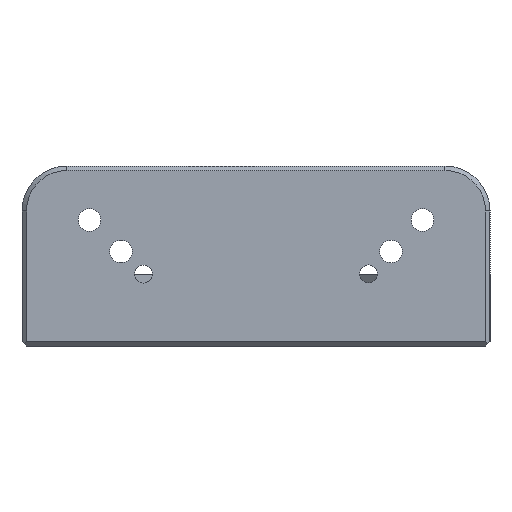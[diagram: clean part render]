
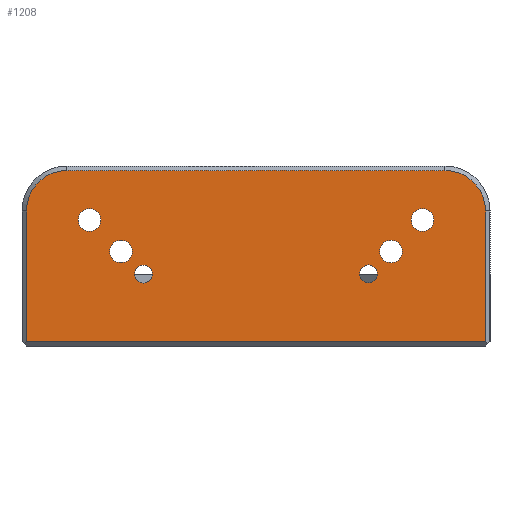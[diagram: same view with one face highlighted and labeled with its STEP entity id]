
A CAD part, left-side view. The second image highlights one B-rep face of the part: STEP entity #1208.
In plain terms, the highlighted planar face has unit normal (-1, 0, 0).
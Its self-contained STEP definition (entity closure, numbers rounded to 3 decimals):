
#43=CIRCLE('',#1263,1.);
#44=CIRCLE('',#1264,1.);
#45=CIRCLE('',#1265,1.25);
#46=CIRCLE('',#1266,1.25);
#47=CIRCLE('',#1267,1.25);
#48=CIRCLE('',#1268,1.25);
#49=CIRCLE('',#1269,4.5);
#50=CIRCLE('',#1270,4.5);
#104=ORIENTED_EDGE('',*,*,#333,.T.);
#105=ORIENTED_EDGE('',*,*,#334,.T.);
#106=ORIENTED_EDGE('',*,*,#335,.T.);
#107=ORIENTED_EDGE('',*,*,#336,.T.);
#108=ORIENTED_EDGE('',*,*,#337,.T.);
#109=ORIENTED_EDGE('',*,*,#338,.T.);
#110=ORIENTED_EDGE('',*,*,#339,.T.);
#111=ORIENTED_EDGE('',*,*,#340,.T.);
#112=ORIENTED_EDGE('',*,*,#341,.T.);
#113=ORIENTED_EDGE('',*,*,#342,.T.);
#114=ORIENTED_EDGE('',*,*,#343,.T.);
#115=ORIENTED_EDGE('',*,*,#344,.T.);
#333=EDGE_CURVE('',#446,#446,#43,.T.);
#334=EDGE_CURVE('',#447,#447,#44,.T.);
#335=EDGE_CURVE('',#448,#448,#45,.T.);
#336=EDGE_CURVE('',#449,#449,#46,.T.);
#337=EDGE_CURVE('',#450,#450,#47,.T.);
#338=EDGE_CURVE('',#451,#451,#48,.T.);
#339=EDGE_CURVE('',#452,#453,#49,.F.);
#340=EDGE_CURVE('',#453,#454,#532,.T.);
#341=EDGE_CURVE('',#454,#455,#533,.T.);
#342=EDGE_CURVE('',#455,#456,#534,.T.);
#343=EDGE_CURVE('',#456,#457,#50,.F.);
#344=EDGE_CURVE('',#457,#452,#535,.T.);
#446=VERTEX_POINT('',#1643);
#447=VERTEX_POINT('',#1645);
#448=VERTEX_POINT('',#1647);
#449=VERTEX_POINT('',#1649);
#450=VERTEX_POINT('',#1651);
#451=VERTEX_POINT('',#1653);
#452=VERTEX_POINT('',#1655);
#453=VERTEX_POINT('',#1656);
#454=VERTEX_POINT('',#1658);
#455=VERTEX_POINT('',#1660);
#456=VERTEX_POINT('',#1662);
#457=VERTEX_POINT('',#1664);
#532=LINE('',#1657,#605);
#533=LINE('',#1659,#606);
#534=LINE('',#1661,#607);
#535=LINE('',#1665,#608);
#605=VECTOR('',#1391,1000.);
#606=VECTOR('',#1392,1000.);
#607=VECTOR('',#1393,1000.);
#608=VECTOR('',#1396,1000.);
#667=EDGE_LOOP('',(#104));
#668=EDGE_LOOP('',(#105));
#669=EDGE_LOOP('',(#106));
#670=EDGE_LOOP('',(#107));
#671=EDGE_LOOP('',(#108));
#672=EDGE_LOOP('',(#109));
#673=EDGE_LOOP('',(#110,#111,#112,#113,#114,#115));
#752=FACE_BOUND('',#667,.T.);
#753=FACE_BOUND('',#668,.T.);
#754=FACE_BOUND('',#669,.T.);
#755=FACE_BOUND('',#670,.T.);
#756=FACE_BOUND('',#671,.T.);
#757=FACE_BOUND('',#672,.T.);
#758=FACE_BOUND('',#673,.T.);
#837=PLANE('',#1262);
#1208=ADVANCED_FACE('',(#752,#753,#754,#755,#756,#757,#758),#837,.F.);
#1262=AXIS2_PLACEMENT_3D('',#1641,#1375,#1376);
#1263=AXIS2_PLACEMENT_3D('',#1642,#1377,#1378);
#1264=AXIS2_PLACEMENT_3D('',#1644,#1379,#1380);
#1265=AXIS2_PLACEMENT_3D('',#1646,#1381,#1382);
#1266=AXIS2_PLACEMENT_3D('',#1648,#1383,#1384);
#1267=AXIS2_PLACEMENT_3D('',#1650,#1385,#1386);
#1268=AXIS2_PLACEMENT_3D('',#1652,#1387,#1388);
#1269=AXIS2_PLACEMENT_3D('',#1654,#1389,#1390);
#1270=AXIS2_PLACEMENT_3D('',#1663,#1394,#1395);
#1375=DIRECTION('',(1.,0.,0.));
#1376=DIRECTION('',(0.,1.,0.));
#1377=DIRECTION('',(1.,0.,0.));
#1378=DIRECTION('',(0.,-1.,0.));
#1379=DIRECTION('',(1.,0.,0.));
#1380=DIRECTION('',(0.,-1.,0.));
#1381=DIRECTION('',(1.,0.,0.));
#1382=DIRECTION('',(0.,-1.,0.));
#1383=DIRECTION('',(1.,0.,0.));
#1384=DIRECTION('',(0.,-1.,0.));
#1385=DIRECTION('',(1.,0.,0.));
#1386=DIRECTION('',(0.,-1.,0.));
#1387=DIRECTION('',(1.,0.,0.));
#1388=DIRECTION('',(0.,-1.,0.));
#1389=DIRECTION('',(1.,0.,0.));
#1390=DIRECTION('',(0.,1.,0.));
#1391=DIRECTION('',(0.,0.,-1.));
#1392=DIRECTION('',(0.,-1.,0.));
#1393=DIRECTION('',(0.,0.,1.));
#1394=DIRECTION('',(1.,0.,0.));
#1395=DIRECTION('',(0.,1.,0.));
#1396=DIRECTION('',(0.,1.,0.));
#1641=CARTESIAN_POINT('',(-27.5,26.,20.));
#1642=CARTESIAN_POINT('',(-27.5,-12.5,8.));
#1643=CARTESIAN_POINT('',(-27.5,-13.5,8.));
#1644=CARTESIAN_POINT('',(-27.5,12.5,8.));
#1645=CARTESIAN_POINT('',(-27.5,11.5,8.));
#1646=CARTESIAN_POINT('',(-27.5,-18.5,14.));
#1647=CARTESIAN_POINT('',(-27.5,-19.75,14.));
#1648=CARTESIAN_POINT('',(-27.5,-15.,10.5));
#1649=CARTESIAN_POINT('',(-27.5,-16.25,10.5));
#1650=CARTESIAN_POINT('',(-27.5,15.,10.5));
#1651=CARTESIAN_POINT('',(-27.5,13.75,10.5));
#1652=CARTESIAN_POINT('',(-27.5,18.5,14.));
#1653=CARTESIAN_POINT('',(-27.5,17.25,14.));
#1654=CARTESIAN_POINT('',(-27.5,21.,15.));
#1655=CARTESIAN_POINT('',(-27.5,21.,19.5));
#1656=CARTESIAN_POINT('',(-27.5,25.5,15.));
#1657=CARTESIAN_POINT('',(-27.5,25.5,20.));
#1658=CARTESIAN_POINT('',(-27.5,25.5,0.5));
#1659=CARTESIAN_POINT('',(-27.5,26.,0.5));
#1660=CARTESIAN_POINT('',(-27.5,-25.5,0.5));
#1661=CARTESIAN_POINT('',(-27.5,-25.5,20.));
#1662=CARTESIAN_POINT('',(-27.5,-25.5,15.));
#1663=CARTESIAN_POINT('',(-27.5,-21.,15.));
#1664=CARTESIAN_POINT('',(-27.5,-21.,19.5));
#1665=CARTESIAN_POINT('',(-27.5,21.,19.5));
